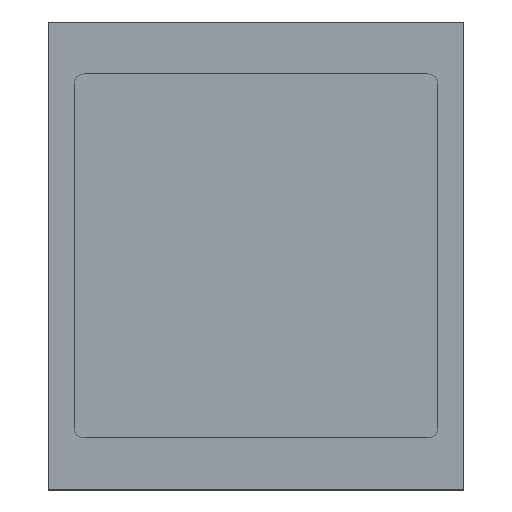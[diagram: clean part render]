
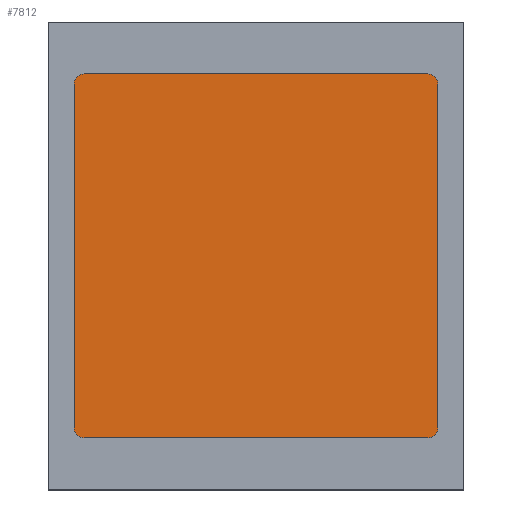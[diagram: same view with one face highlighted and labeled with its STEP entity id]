
A CAD part, top view. The second image highlights one B-rep face of the part: STEP entity #7812.
In plain terms, the highlighted planar face has unit normal (0, 0, 1).
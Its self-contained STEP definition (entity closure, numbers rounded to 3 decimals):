
#7643=CARTESIAN_POINT('',(11.557,-8.89,2.794));
#7644=VERTEX_POINT('',#7643);
#7645=CARTESIAN_POINT('',(-5.207,-8.89,2.794));
#7646=VERTEX_POINT('',#7645);
#7647=CARTESIAN_POINT('',(11.557,-8.89,2.794));
#7648=DIRECTION('',(-1.,-0.,0.));
#7649=VECTOR('',#7648,16.764);
#7650=LINE('',#7647,#7649);
#7651=EDGE_CURVE('',#7644,#7646,#7650,.T.);
#7682=CARTESIAN_POINT('',(12.065,8.382,2.794));
#7683=VERTEX_POINT('',#7682);
#7684=CARTESIAN_POINT('',(12.065,-8.382,2.794));
#7685=VERTEX_POINT('',#7684);
#7686=CARTESIAN_POINT('',(12.065,8.382,2.794));
#7687=DIRECTION('',(0.,-1.,0.));
#7688=VECTOR('',#7687,16.764);
#7689=LINE('',#7686,#7688);
#7690=EDGE_CURVE('',#7683,#7685,#7689,.T.);
#7714=CARTESIAN_POINT('',(-5.207,8.89,2.794));
#7715=VERTEX_POINT('',#7714);
#7716=CARTESIAN_POINT('',(11.557,8.89,2.794));
#7717=VERTEX_POINT('',#7716);
#7718=CARTESIAN_POINT('',(-5.207,8.89,2.794));
#7719=DIRECTION('',(1.,0.,0.));
#7720=VECTOR('',#7719,16.764);
#7721=LINE('',#7718,#7720);
#7722=EDGE_CURVE('',#7715,#7717,#7721,.T.);
#7747=CARTESIAN_POINT('',(-5.715,-8.382,2.794));
#7748=VERTEX_POINT('',#7747);
#7755=CARTESIAN_POINT('',(-5.715,8.382,2.794));
#7756=VERTEX_POINT('',#7755);
#7757=CARTESIAN_POINT('',(-5.715,-8.382,2.794));
#7758=DIRECTION('',(0.,1.,0.));
#7759=VECTOR('',#7758,16.764);
#7760=LINE('',#7757,#7759);
#7761=EDGE_CURVE('',#7748,#7756,#7760,.T.);
#7773=CARTESIAN_POINT('',(130.175,76.2,2.794));
#7774=DIRECTION('',(0.,0.,1.));
#7775=DIRECTION('',(-1.,0.,0.));
#7776=AXIS2_PLACEMENT_3D('',#7773,#7774,#7775);
#7777=PLANE('',#7776);
#7778=ORIENTED_EDGE('',*,*,#7761,.F.);
#7779=CARTESIAN_POINT('',(-5.207,-8.382,2.794));
#7780=DIRECTION('',(0.,0.,1.));
#7781=DIRECTION('',(1.,0.,-0.));
#7782=AXIS2_PLACEMENT_3D('',#7779,#7780,#7781);
#7783=CIRCLE('',#7782,0.508);
#7784=EDGE_CURVE('',#7748,#7646,#7783,.T.);
#7785=ORIENTED_EDGE('',*,*,#7784,.T.);
#7786=ORIENTED_EDGE('',*,*,#7651,.F.);
#7787=CARTESIAN_POINT('',(11.557,-8.382,2.794));
#7788=DIRECTION('',(0.,0.,1.));
#7789=DIRECTION('',(1.,0.,-0.));
#7790=AXIS2_PLACEMENT_3D('',#7787,#7788,#7789);
#7791=CIRCLE('',#7790,0.508);
#7792=EDGE_CURVE('',#7644,#7685,#7791,.T.);
#7793=ORIENTED_EDGE('',*,*,#7792,.T.);
#7794=ORIENTED_EDGE('',*,*,#7690,.F.);
#7795=CARTESIAN_POINT('',(11.557,8.382,2.794));
#7796=DIRECTION('',(0.,0.,1.));
#7797=DIRECTION('',(1.,0.,-0.));
#7798=AXIS2_PLACEMENT_3D('',#7795,#7796,#7797);
#7799=CIRCLE('',#7798,0.508);
#7800=EDGE_CURVE('',#7683,#7717,#7799,.T.);
#7801=ORIENTED_EDGE('',*,*,#7800,.T.);
#7802=ORIENTED_EDGE('',*,*,#7722,.F.);
#7803=CARTESIAN_POINT('',(-5.207,8.382,2.794));
#7804=DIRECTION('',(0.,0.,1.));
#7805=DIRECTION('',(1.,0.,-0.));
#7806=AXIS2_PLACEMENT_3D('',#7803,#7804,#7805);
#7807=CIRCLE('',#7806,0.508);
#7808=EDGE_CURVE('',#7715,#7756,#7807,.T.);
#7809=ORIENTED_EDGE('',*,*,#7808,.T.);
#7810=EDGE_LOOP('',(#7778,#7785,#7786,#7793,#7794,#7801,#7802,#7809));
#7811=FACE_BOUND('',#7810,.T.);
#7812=ADVANCED_FACE('',(#7811),#7777,.T.);
